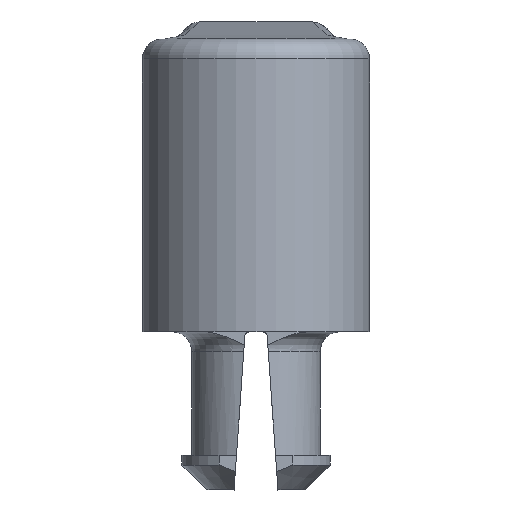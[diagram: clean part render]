
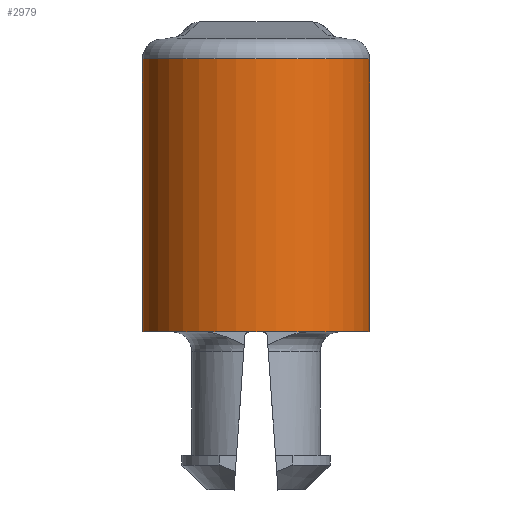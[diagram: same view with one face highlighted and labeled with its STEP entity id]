
A CAD part, top view. The second image highlights one B-rep face of the part: STEP entity #2979.
In plain terms, the highlighted cylindrical face has radius 23 mm (diameter 46 mm), a partial arc.
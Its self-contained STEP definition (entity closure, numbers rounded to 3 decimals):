
#14 = LINE ( 'NONE', #952, #478 ) ;
#89 = DIRECTION ( 'NONE',  ( 0., 1., 0. ) ) ;
#313 = CARTESIAN_POINT ( 'NONE',  ( 23., 0., 0. ) ) ;
#352 = DIRECTION ( 'NONE',  ( 0., -1., 0. ) ) ;
#450 = EDGE_CURVE ( 'NONE', #2883, #6026, #6135, .T. ) ;
#478 = VECTOR ( 'NONE', #1896, 1000. ) ;
#512 = CARTESIAN_POINT ( 'NONE',  ( 23., -73.995, 0. ) ) ;
#559 = EDGE_CURVE ( 'NONE', #3679, #3949, #3318, .T. ) ;
#752 = VERTEX_POINT ( 'NONE', #5361 ) ;
#942 = VECTOR ( 'NONE', #89, 1000. ) ;
#952 = CARTESIAN_POINT ( 'NONE',  ( -23., -73.995, 0. ) ) ;
#970 = AXIS2_PLACEMENT_3D ( 'NONE', #1384, #352, #1727 ) ;
#997 = LINE ( 'NONE', #512, #942 ) ;
#1257 = CARTESIAN_POINT ( 'NONE',  ( 0., 0., 0. ) ) ;
#1260 = ORIENTED_EDGE ( 'NONE', *, *, #450, .F. ) ;
#1284 = DIRECTION ( 'NONE',  ( 0., 1., 0. ) ) ;
#1384 = CARTESIAN_POINT ( 'NONE',  ( 0., 55.25, 0. ) ) ;
#1467 = VECTOR ( 'NONE', #1677, 1000. ) ;
#1516 = ORIENTED_EDGE ( 'NONE', *, *, #3898, .T. ) ;
#1546 = CARTESIAN_POINT ( 'NONE',  ( -23., 55.25, 0. ) ) ;
#1587 = DIRECTION ( 'NONE',  ( 1., 0., 0. ) ) ;
#1677 = DIRECTION ( 'NONE',  ( 0., 1., 0. ) ) ;
#1727 = DIRECTION ( 'NONE',  ( 0., 0., -1. ) ) ;
#1896 = DIRECTION ( 'NONE',  ( 0., 1., 0. ) ) ;
#1962 = CARTESIAN_POINT ( 'NONE',  ( 0., -73.995, 0. ) ) ;
#2097 = CARTESIAN_POINT ( 'NONE',  ( 23., -73.995, 0. ) ) ;
#2155 = EDGE_LOOP ( 'NONE', ( #2428, #2692, #1516, #5264, #3271, #1260 ) ) ;
#2317 = VECTOR ( 'NONE', #1284, 1000. ) ;
#2395 = CYLINDRICAL_SURFACE ( 'NONE', #4663, 23. ) ;
#2428 = ORIENTED_EDGE ( 'NONE', *, *, #3261, .F. ) ;
#2563 = LINE ( 'NONE', #2097, #1467 ) ;
#2692 = ORIENTED_EDGE ( 'NONE', *, *, #559, .F. ) ;
#2883 = VERTEX_POINT ( 'NONE', #4997 ) ;
#2979 = ADVANCED_FACE ( 'NONE', ( #3368 ), #2395, .T. ) ;
#3159 = DIRECTION ( 'NONE',  ( 0., -1., 0. ) ) ;
#3261 = EDGE_CURVE ( 'NONE', #3949, #2883, #14, .T. ) ;
#3271 = ORIENTED_EDGE ( 'NONE', *, *, #4735, .T. ) ;
#3318 = CIRCLE ( 'NONE', #4234, 23. ) ;
#3368 = FACE_OUTER_BOUND ( 'NONE', #2155, .T. ) ;
#3662 = CIRCLE ( 'NONE', #970, 23. ) ;
#3679 = VERTEX_POINT ( 'NONE', #313 ) ;
#3898 = EDGE_CURVE ( 'NONE', #3679, #752, #2563, .T. ) ;
#3949 = VERTEX_POINT ( 'NONE', #6155 ) ;
#4044 = VERTEX_POINT ( 'NONE', #5153 ) ;
#4234 = AXIS2_PLACEMENT_3D ( 'NONE', #1257, #3159, #5469 ) ;
#4320 = DIRECTION ( 'NONE',  ( 0., 1., 0. ) ) ;
#4663 = AXIS2_PLACEMENT_3D ( 'NONE', #1962, #4320, #1587 ) ;
#4735 = EDGE_CURVE ( 'NONE', #4044, #6026, #3662, .T. ) ;
#4866 = EDGE_CURVE ( 'NONE', #752, #4044, #997, .T. ) ;
#4997 = CARTESIAN_POINT ( 'NONE',  ( -23., 38.75, 0. ) ) ;
#5153 = CARTESIAN_POINT ( 'NONE',  ( 23., 55.25, 0. ) ) ;
#5264 = ORIENTED_EDGE ( 'NONE', *, *, #4866, .T. ) ;
#5361 = CARTESIAN_POINT ( 'NONE',  ( 23., 38.75, 0. ) ) ;
#5469 = DIRECTION ( 'NONE',  ( 0., 0., 1. ) ) ;
#6026 = VERTEX_POINT ( 'NONE', #1546 ) ;
#6108 = CARTESIAN_POINT ( 'NONE',  ( -23., -73.995, 0. ) ) ;
#6135 = LINE ( 'NONE', #6108, #2317 ) ;
#6155 = CARTESIAN_POINT ( 'NONE',  ( -23., 0., 0. ) ) ;
